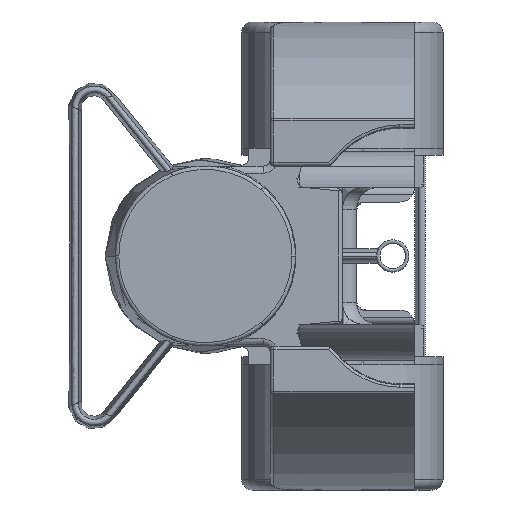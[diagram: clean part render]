
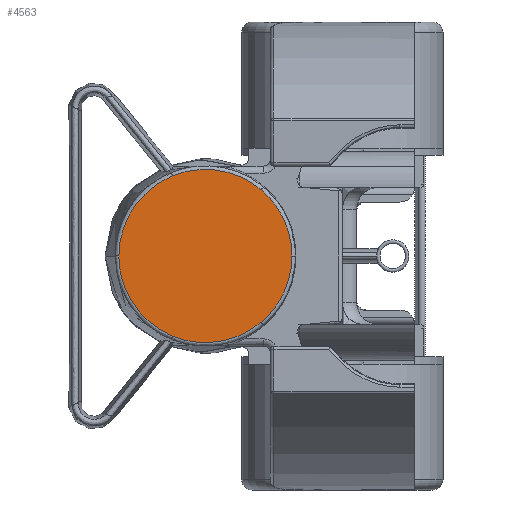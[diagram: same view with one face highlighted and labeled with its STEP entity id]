
A CAD part, left-side view. The second image highlights one B-rep face of the part: STEP entity #4563.
In plain terms, the highlighted planar face has unit normal (-1, 0, 0).
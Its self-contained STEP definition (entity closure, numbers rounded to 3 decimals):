
#87=B_SPLINE_CURVE_WITH_KNOTS('',3,(#6341,#6342,#6343,#6344,#6345),
 .UNSPECIFIED.,.F.,.F.,(4,1,4),(0.,0.449,1.047),
 .UNSPECIFIED.);
#88=B_SPLINE_CURVE_WITH_KNOTS('',3,(#6363,#6364,#6365,#6366),
 .UNSPECIFIED.,.F.,.F.,(4,4),(-1.309,0.),.UNSPECIFIED.);
#90=B_SPLINE_CURVE_WITH_KNOTS('',3,(#6394,#6395,#6396,#6397,#6398),
 .UNSPECIFIED.,.F.,.F.,(4,1,4),(-1.42,-0.203,0.),
 .UNSPECIFIED.);
#93=B_SPLINE_CURVE_WITH_KNOTS('',3,(#6439,#6440,#6441,#6442,#6443),
 .UNSPECIFIED.,.F.,.F.,(4,1,4),(0.,0.812,1.42),
 .UNSPECIFIED.);
#96=B_SPLINE_CURVE_WITH_KNOTS('',3,(#6473,#6474,#6475,#6476),
 .UNSPECIFIED.,.F.,.F.,(4,4),(0.,1.309),
 .UNSPECIFIED.);
#97=B_SPLINE_CURVE_WITH_KNOTS('',3,(#6502,#6503,#6504,#6505,#6506),
 .UNSPECIFIED.,.F.,.F.,(4,1,4),(-1.047,-0.449,0.),
 .UNSPECIFIED.);
#463=PLANE('',#4847);
#1043=FACE_OUTER_BOUND('',#1311,.T.);
#1311=EDGE_LOOP('',(#3081,#3082,#3083,#3084,#3085,#3086));
#1788=VERTEX_POINT('',#6324);
#1791=VERTEX_POINT('',#6339);
#1792=VERTEX_POINT('',#6362);
#1794=VERTEX_POINT('',#6393);
#1796=VERTEX_POINT('',#6431);
#1799=VERTEX_POINT('',#6461);
#2278=EDGE_CURVE('',#1791,#1788,#87,.T.);
#2279=EDGE_CURVE('',#1788,#1792,#88,.T.);
#2282=EDGE_CURVE('',#1792,#1794,#90,.T.);
#2287=EDGE_CURVE('',#1794,#1796,#93,.T.);
#2290=EDGE_CURVE('',#1796,#1799,#96,.T.);
#2291=EDGE_CURVE('',#1799,#1791,#97,.T.);
#3081=ORIENTED_EDGE('',*,*,#2278,.F.);
#3082=ORIENTED_EDGE('',*,*,#2291,.F.);
#3083=ORIENTED_EDGE('',*,*,#2290,.F.);
#3084=ORIENTED_EDGE('',*,*,#2287,.F.);
#3085=ORIENTED_EDGE('',*,*,#2282,.F.);
#3086=ORIENTED_EDGE('',*,*,#2279,.F.);
#4563=ADVANCED_FACE('',(#1043),#463,.F.);
#4847=AXIS2_PLACEMENT_3D('',#6814,#5279,#5280);
#5279=DIRECTION('center_axis',(1.,0.,0.));
#5280=DIRECTION('ref_axis',(0.,0.,-1.));
#6324=CARTESIAN_POINT('',(0.,21.278,-9.197));
#6339=CARTESIAN_POINT('',(0.,16.997,0.));
#6341=CARTESIAN_POINT('Ctrl Pts',(0.,16.997,0.));
#6342=CARTESIAN_POINT('Ctrl Pts',(0.,16.997,-1.496));
#6343=CARTESIAN_POINT('Ctrl Pts',(0.,17.655,-4.988));
#6344=CARTESIAN_POINT('Ctrl Pts',(0.,19.752,-7.913));
#6345=CARTESIAN_POINT('Ctrl Pts',(0.,21.278,-9.197));
#6362=CARTESIAN_POINT('',(0.,33.58,-11.123));
#6363=CARTESIAN_POINT('Ctrl Pts',(0.,21.278,
-9.197));
#6364=CARTESIAN_POINT('Ctrl Pts',(0.,24.604,
-12.055));
#6365=CARTESIAN_POINT('Ctrl Pts',(0.,29.54,
-12.828));
#6366=CARTESIAN_POINT('Ctrl Pts',(0.,33.58,
-11.123));
#6393=CARTESIAN_POINT('',(0.,41.041,0.));
#6394=CARTESIAN_POINT('Ctrl Pts',(0.,33.58,
-11.123));
#6395=CARTESIAN_POINT('Ctrl Pts',(0.,37.369,
-9.613));
#6396=CARTESIAN_POINT('Ctrl Pts',(0.,40.683,
-5.439));
#6397=CARTESIAN_POINT('Ctrl Pts',(0.,41.031,
-0.67));
#6398=CARTESIAN_POINT('Ctrl Pts',(0.,41.041,
0.));
#6431=CARTESIAN_POINT('',(0.,33.58,11.123));
#6439=CARTESIAN_POINT('Ctrl Pts',(0.,41.041,0.));
#6440=CARTESIAN_POINT('Ctrl Pts',(0.,41.04,2.706));
#6441=CARTESIAN_POINT('Ctrl Pts',(0.,39.379,7.425));
#6442=CARTESIAN_POINT('Ctrl Pts',(0.,35.458,10.353));
#6443=CARTESIAN_POINT('Ctrl Pts',(0.,33.58,11.123));
#6461=CARTESIAN_POINT('',(0.,21.278,9.197));
#6473=CARTESIAN_POINT('Ctrl Pts',(0.,33.58,11.123));
#6474=CARTESIAN_POINT('Ctrl Pts',(0.,29.54,12.828));
#6475=CARTESIAN_POINT('Ctrl Pts',(0.,24.604,12.055));
#6476=CARTESIAN_POINT('Ctrl Pts',(0.,21.278,9.197));
#6502=CARTESIAN_POINT('Ctrl Pts',(0.,21.278,
9.197));
#6503=CARTESIAN_POINT('Ctrl Pts',(0.,19.752,
7.913));
#6504=CARTESIAN_POINT('Ctrl Pts',(0.,17.655,
4.988));
#6505=CARTESIAN_POINT('Ctrl Pts',(0.,16.997,
1.496));
#6506=CARTESIAN_POINT('Ctrl Pts',(0.,16.997,
0.));
#6814=CARTESIAN_POINT('Origin',(0.,20.75,6.25));
